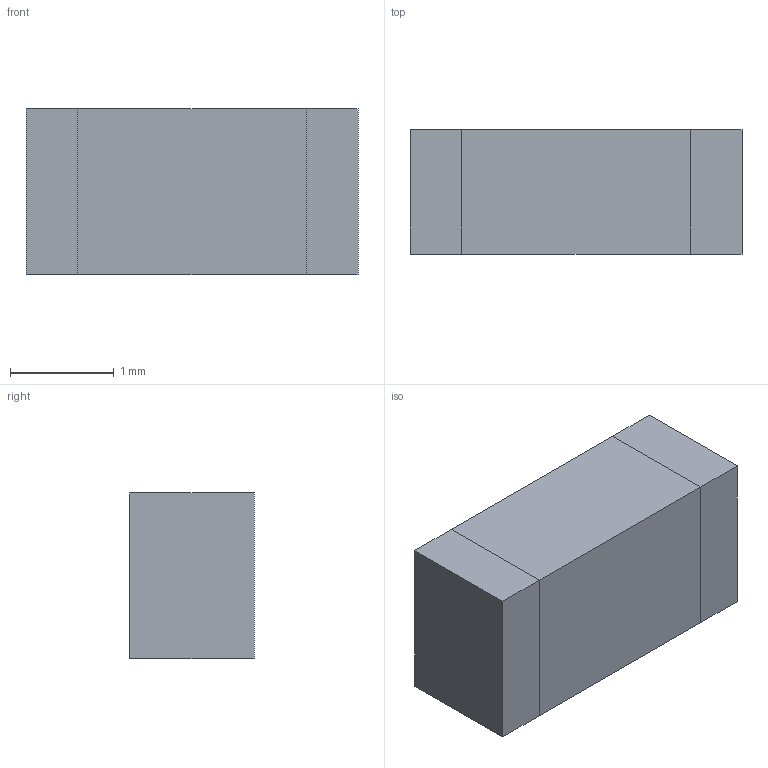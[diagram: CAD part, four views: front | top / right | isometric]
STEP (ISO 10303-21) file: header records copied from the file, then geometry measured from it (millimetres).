
FILE_DESCRIPTION (( 'STEP AP214' ), '1' );
FILE_NAME ('reoriented-AMCA31-2R450G-S1F-T3.step', '2023-03-01T12:53:14', ( '' ), ( '' ), 'SwSTEP 2.0', 'SolidWorks 2021', '' );
FILE_SCHEMA (( 'AUTOMOTIVE_DESIGN' ));
Length unit declared in the file: inch
Products named in the file (1): reoriented-AMCA31-2R450G-S1F-T3
Bounding box: 3.2 x 1.2 x 1.6 mm (x, y, z)
Volume: 6.1 mm3; surface area: 21.8 mm2
Topology: 1 solids, 1 shells, 240 faces, 644 edges, 428 vertices
Faces by surface type: plane 165, bspline 75
Entity records: 11880 total; most frequent: CARTESIAN_POINT 6198, ORIENTED_EDGE 1288, DIRECTION 820, EDGE_CURVE 644, VECTOR 488, LINE 488, VERTEX_POINT 428, EDGE_LOOP 262
